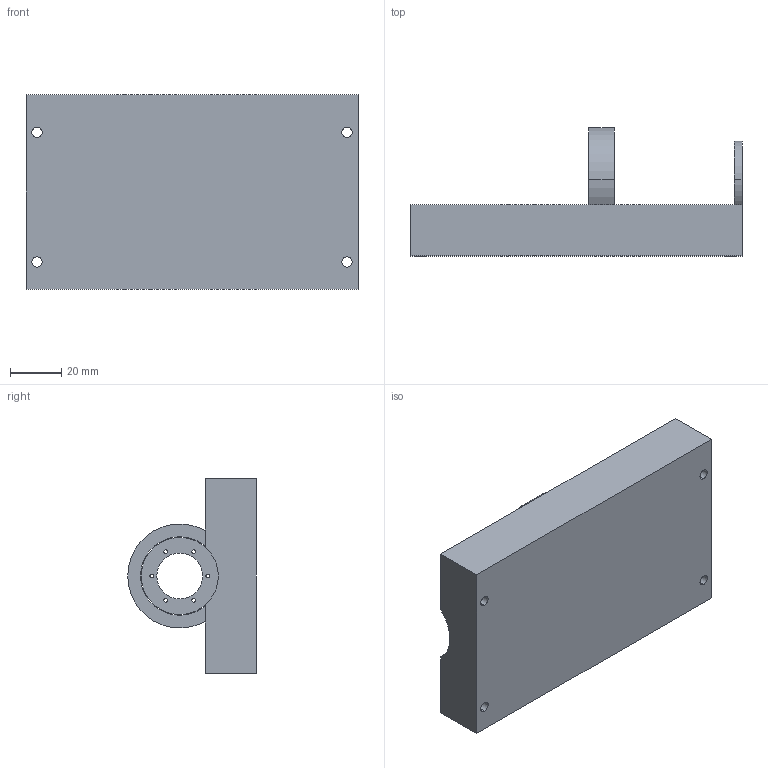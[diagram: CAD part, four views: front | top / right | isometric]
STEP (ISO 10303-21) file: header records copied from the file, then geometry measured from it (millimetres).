
FILE_DESCRIPTION (( 'STEP AP214' ), '1' );
FILE_NAME ('Motor Mount.STEP', '2022-04-12T01:35:46', ( '' ), ( '' ), 'SwSTEP 2.0', 'SolidWorks 2020', '' );
FILE_SCHEMA (( 'AUTOMOTIVE_DESIGN' ));
Length unit declared in the file: millimetre
Products named in the file (1): Motor Mount
Bounding box: 130.18 x 50.38 x 76.2 mm (x, y, z)
Volume: 192086.3 mm3; surface area: 32732.1 mm2
Topology: 1 solids, 1 shells, 42 faces, 118 edges, 78 vertices
Faces by surface type: cylinder 32, plane 10
Entity records: 1472 total; most frequent: DIRECTION 268, CARTESIAN_POINT 239, ORIENTED_EDGE 236, EDGE_CURVE 118, AXIS2_PLACEMENT_3D 107, VERTEX_POINT 78, EDGE_LOOP 66, CIRCLE 64
